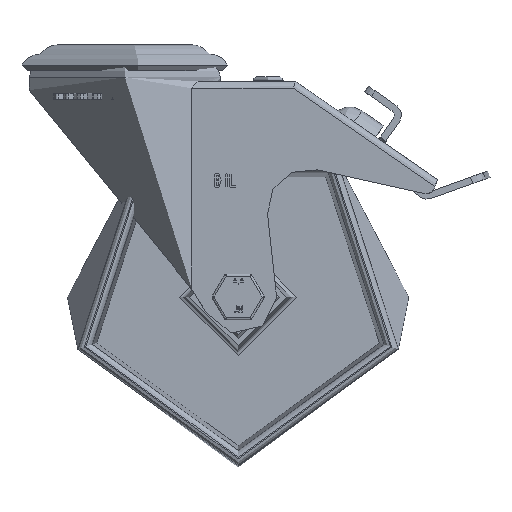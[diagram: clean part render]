
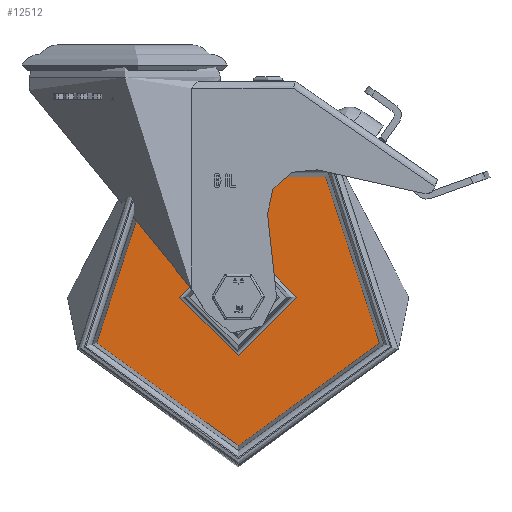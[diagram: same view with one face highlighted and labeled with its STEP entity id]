
A CAD part, front view. The second image highlights one B-rep face of the part: STEP entity #12512.
In plain terms, the highlighted planar face has unit normal (0, -1, 0).
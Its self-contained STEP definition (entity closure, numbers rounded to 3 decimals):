
#540=FACE_BOUND('',#4461,.T.);
#791=PLANE('',#13749);
#3721=FACE_OUTER_BOUND('',#4460,.T.);
#4460=EDGE_LOOP('',(#10594));
#4461=EDGE_LOOP('',(#10595));
#5131=CIRCLE('',#13748,21.324);
#5132=CIRCLE('',#13750,54.5);
#6058=VERTEX_POINT('',#21274);
#6059=VERTEX_POINT('',#21278);
#7629=EDGE_CURVE('',#6058,#6058,#5131,.T.);
#7630=EDGE_CURVE('',#6059,#6059,#5132,.T.);
#10594=ORIENTED_EDGE('',*,*,#7630,.F.);
#10595=ORIENTED_EDGE('',*,*,#7629,.T.);
#12512=ADVANCED_FACE('',(#3721,#540),#791,.T.);
#13748=AXIS2_PLACEMENT_3D('',#21276,#16498,#16499);
#13749=AXIS2_PLACEMENT_3D('',#21277,#16500,#16501);
#13750=AXIS2_PLACEMENT_3D('',#21279,#16502,#16503);
#16498=DIRECTION('center_axis',(0.,1.,0.));
#16499=DIRECTION('ref_axis',(1.,0.,0.));
#16500=DIRECTION('center_axis',(0.,-1.,0.));
#16501=DIRECTION('ref_axis',(0.,0.,-1.));
#16502=DIRECTION('center_axis',(0.,1.,0.));
#16503=DIRECTION('ref_axis',(1.,0.,0.));
#21274=CARTESIAN_POINT('',(0.,-3.5,-21.324));
#21276=CARTESIAN_POINT('Origin',(0.,-3.5,0.));
#21277=CARTESIAN_POINT('Origin',(0.,-3.5,54.5));
#21278=CARTESIAN_POINT('',(0.,-3.5,-54.5));
#21279=CARTESIAN_POINT('Origin',(0.,-3.5,0.));
